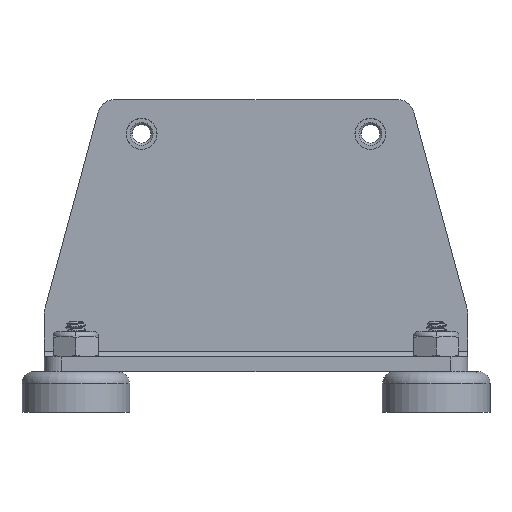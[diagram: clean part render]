
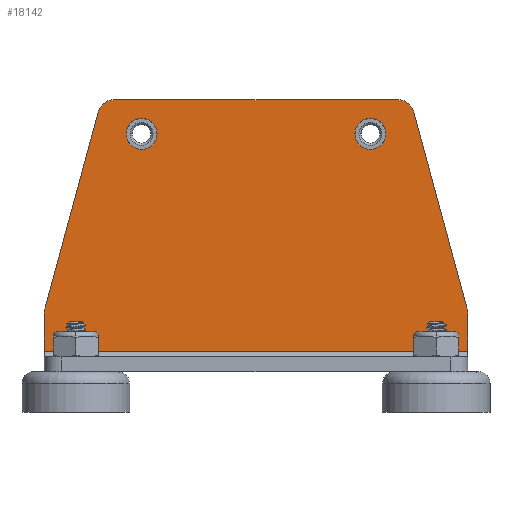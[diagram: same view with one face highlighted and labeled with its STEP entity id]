
A CAD part, top view. The second image highlights one B-rep face of the part: STEP entity #18142.
In plain terms, the highlighted planar face has unit normal (0, 0, 1).
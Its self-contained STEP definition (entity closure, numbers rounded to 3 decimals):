
#22=DIRECTION('',(0.,-1.,0.));
#23=VECTOR('',#22,6.602);
#24=CARTESIAN_POINT('',(-37.,10.202,-8.));
#25=LINE('',#24,#23);
#140=DIRECTION('',(0.,-1.,0.));
#141=VECTOR('',#140,6.602);
#142=CARTESIAN_POINT('',(37.,10.202,-8.));
#143=LINE('',#142,#141);
#171=CARTESIAN_POINT('',(24.703,44.6,-8.));
#172=DIRECTION('',(0.,0.,1.));
#173=DIRECTION('',(0.965,0.261,0.));
#174=AXIS2_PLACEMENT_3D('',#171,#172,#173);
#176=DIRECTION('',(-0.261,0.965,0.));
#177=VECTOR('',#176,35.632);
#178=CARTESIAN_POINT('',(36.896,10.984,-8.));
#179=LINE('',#178,#177);
#180=CARTESIAN_POINT('',(34.,10.202,-8.));
#181=DIRECTION('',(0.,0.,1.));
#182=DIRECTION('',(1.,0.,0.));
#183=AXIS2_PLACEMENT_3D('',#180,#181,#182);
#185=DIRECTION('',(1.,0.,0.));
#186=VECTOR('',#185,74.);
#187=CARTESIAN_POINT('',(-37.,3.6,-8.));
#188=LINE('',#187,#186);
#189=CARTESIAN_POINT('',(-34.,10.202,-8.));
#190=DIRECTION('',(0.,0.,1.));
#191=DIRECTION('',(-0.965,0.261,0.));
#192=AXIS2_PLACEMENT_3D('',#189,#190,#191);
#194=DIRECTION('',(-0.261,-0.965,0.));
#195=VECTOR('',#194,35.632);
#196=CARTESIAN_POINT('',(-27.599,45.383,-8.));
#197=LINE('',#196,#195);
#198=CARTESIAN_POINT('',(-24.703,44.6,-8.));
#199=DIRECTION('',(0.,0.,1.));
#200=DIRECTION('',(0.,1.,0.));
#201=AXIS2_PLACEMENT_3D('',#198,#199,#200);
#203=DIRECTION('',(1.,0.,0.));
#204=VECTOR('',#203,49.406);
#205=CARTESIAN_POINT('',(-24.703,47.6,-8.));
#206=LINE('',#205,#204);
#207=CARTESIAN_POINT('',(20.,41.6,-8.));
#208=DIRECTION('',(0.,0.,-1.));
#209=DIRECTION('',(-1.,0.,0.));
#210=AXIS2_PLACEMENT_3D('',#207,#208,#209);
#212=CARTESIAN_POINT('',(20.,41.6,-8.));
#213=DIRECTION('',(0.,0.,-1.));
#214=DIRECTION('',(1.,0.,0.));
#215=AXIS2_PLACEMENT_3D('',#212,#213,#214);
#217=CARTESIAN_POINT('',(-20.,41.6,-8.));
#218=DIRECTION('',(0.,0.,-1.));
#219=DIRECTION('',(-1.,0.,0.));
#220=AXIS2_PLACEMENT_3D('',#217,#218,#219);
#222=CARTESIAN_POINT('',(-20.,41.6,-8.));
#223=DIRECTION('',(0.,0.,-1.));
#224=DIRECTION('',(1.,0.,0.));
#225=AXIS2_PLACEMENT_3D('',#222,#223,#224);
#16389=CARTESIAN_POINT('',(17.295,41.6,-8.));
#16390=CARTESIAN_POINT('',(22.705,41.6,-8.));
#16391=VERTEX_POINT('',#16389);
#16392=VERTEX_POINT('',#16390);
#16393=CARTESIAN_POINT('',(-22.705,41.6,-8.));
#16394=CARTESIAN_POINT('',(-17.295,41.6,-8.));
#16395=VERTEX_POINT('',#16393);
#16396=VERTEX_POINT('',#16394);
#16409=CARTESIAN_POINT('',(-37.,3.6,-8.));
#16410=CARTESIAN_POINT('',(37.,3.6,-8.));
#16411=VERTEX_POINT('',#16409);
#16412=VERTEX_POINT('',#16410);
#16417=CARTESIAN_POINT('',(27.599,45.383,-8.));
#16418=VERTEX_POINT('',#16417);
#16419=CARTESIAN_POINT('',(24.703,47.6,-8.));
#16420=VERTEX_POINT('',#16419);
#16421=CARTESIAN_POINT('',(-24.703,47.6,-8.));
#16422=CARTESIAN_POINT('',(-27.599,45.383,-8.));
#16423=VERTEX_POINT('',#16421);
#16424=VERTEX_POINT('',#16422);
#16433=CARTESIAN_POINT('',(-36.896,10.984,-8.));
#16434=VERTEX_POINT('',#16433);
#16435=CARTESIAN_POINT('',(-37.,10.202,-8.));
#16436=VERTEX_POINT('',#16435);
#16437=CARTESIAN_POINT('',(37.,10.202,-8.));
#16438=CARTESIAN_POINT('',(36.896,10.984,-8.));
#16439=VERTEX_POINT('',#16437);
#16440=VERTEX_POINT('',#16438);
#18106=CARTESIAN_POINT('',(-37.,47.6,-8.));
#18107=DIRECTION('',(0.,0.,1.));
#18108=DIRECTION('',(0.,-1.,0.));
#18109=AXIS2_PLACEMENT_3D('',#18106,#18107,#18108);
#18110=PLANE('',#18109);
#18112=ORIENTED_EDGE('',*,*,#18111,.F.);
#18114=ORIENTED_EDGE('',*,*,#18113,.F.);
#18116=ORIENTED_EDGE('',*,*,#18115,.F.);
#18117=ORIENTED_EDGE('',*,*,#18080,.T.);
#18118=ORIENTED_EDGE('',*,*,#18100,.F.);
#18119=ORIENTED_EDGE('',*,*,#17950,.F.);
#18121=ORIENTED_EDGE('',*,*,#18120,.F.);
#18123=ORIENTED_EDGE('',*,*,#18122,.F.);
#18125=ORIENTED_EDGE('',*,*,#18124,.F.);
#18127=ORIENTED_EDGE('',*,*,#18126,.T.);
#18128=EDGE_LOOP('',(#18112,#18114,#18116,#18117,#18118,#18119,#18121,#18123,
#18125,#18127));
#18129=FACE_OUTER_BOUND('',#18128,.F.);
#18131=ORIENTED_EDGE('',*,*,#18130,.F.);
#18133=ORIENTED_EDGE('',*,*,#18132,.F.);
#18134=EDGE_LOOP('',(#18131,#18133));
#18135=FACE_BOUND('',#18134,.F.);
#18137=ORIENTED_EDGE('',*,*,#18136,.F.);
#18139=ORIENTED_EDGE('',*,*,#18138,.F.);
#18140=EDGE_LOOP('',(#18137,#18139));
#18141=FACE_BOUND('',#18140,.F.);
#18142=ADVANCED_FACE('',(#18129,#18135,#18141),#18110,.T.);
#175=CIRCLE('',#174,3.);
#184=CIRCLE('',#183,3.);
#193=CIRCLE('',#192,3.);
#202=CIRCLE('',#201,3.);
#211=CIRCLE('',#210,2.705);
#216=CIRCLE('',#215,2.705);
#221=CIRCLE('',#220,2.705);
#226=CIRCLE('',#225,2.705);
#17950=EDGE_CURVE('',#16436,#16411,#25,.T.);
#18080=EDGE_CURVE('',#16439,#16412,#143,.T.);
#18100=EDGE_CURVE('',#16411,#16412,#188,.T.);
#18111=EDGE_CURVE('',#16418,#16420,#175,.T.);
#18113=EDGE_CURVE('',#16440,#16418,#179,.T.);
#18115=EDGE_CURVE('',#16439,#16440,#184,.T.);
#18120=EDGE_CURVE('',#16434,#16436,#193,.T.);
#18122=EDGE_CURVE('',#16424,#16434,#197,.T.);
#18124=EDGE_CURVE('',#16423,#16424,#202,.T.);
#18126=EDGE_CURVE('',#16423,#16420,#206,.T.);
#18130=EDGE_CURVE('',#16391,#16392,#211,.T.);
#18132=EDGE_CURVE('',#16392,#16391,#216,.T.);
#18136=EDGE_CURVE('',#16395,#16396,#221,.T.);
#18138=EDGE_CURVE('',#16396,#16395,#226,.T.);
